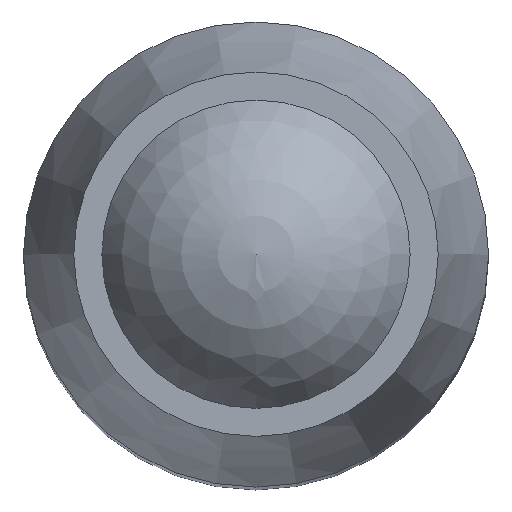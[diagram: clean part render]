
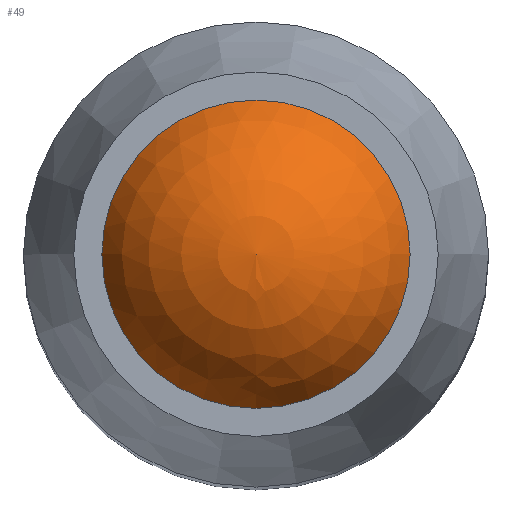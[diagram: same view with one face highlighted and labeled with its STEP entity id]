
A CAD part, top view. The second image highlights one B-rep face of the part: STEP entity #49.
In plain terms, the highlighted spherical face has radius 4.365 mm.
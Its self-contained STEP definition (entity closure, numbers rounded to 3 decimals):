
#49 = ADVANCED_FACE( '', ( #109, #110 ), #111, .T. );
#109 = FACE_BOUND( '', #180, .T. );
#110 = FACE_OUTER_BOUND( '', #181, .T. );
#111 = SPHERICAL_SURFACE( '', #182, 4.366 );
#180 = VERTEX_LOOP( '', #258 );
#181 = EDGE_LOOP( '', ( #259 ) );
#182 = AXIS2_PLACEMENT_3D( '', #260, #261, #262 );
#258 = VERTEX_POINT( '', #396 );
#259 = ORIENTED_EDGE( '', *, *, #397, .T. );
#260 = CARTESIAN_POINT( '', ( 0., 0., 46.88 ) );
#261 = DIRECTION( '', ( 0., 0., 1. ) );
#262 = DIRECTION( '', ( 0., -1., 0. ) );
#396 = CARTESIAN_POINT( '', ( 0., 0., 51.246 ) );
#397 = EDGE_CURVE( '', #460, #460, #461, .T. );
#460 = VERTEX_POINT( '', #539 );
#461 = CIRCLE( '', #540, 3.977 );
#539 = CARTESIAN_POINT( '', ( 3.977, 0., 48.68 ) );
#540 = AXIS2_PLACEMENT_3D( '', #641, #642, #643 );
#641 = CARTESIAN_POINT( '', ( 0., 0., 48.68 ) );
#642 = DIRECTION( '', ( 0., 0., 1. ) );
#643 = DIRECTION( '', ( 1., 0., 0. ) );
